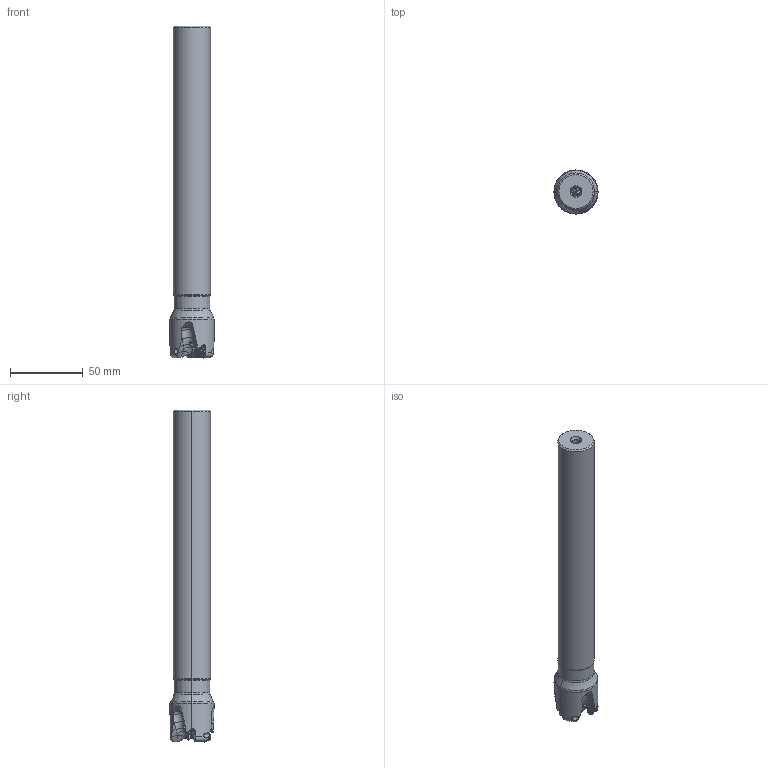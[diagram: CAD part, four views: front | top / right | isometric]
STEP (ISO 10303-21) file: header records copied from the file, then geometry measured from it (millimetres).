
FILE_DESCRIPTION(/* description */ (''),/* implementation_level */ '2;1');
FILE_NAME(/* name */ 'WWX200UR2003SA16L.stp',/* time_stamp */ '2022-11-25T16:42:53+09:00',/* author */ (''),/* organization */ (''),/* preprocessor_version */ 'ST-DEVELOPER v16',/* originating_system */ 'SIEMENS PLM Software NX 10.0',/* authorisation */ '');
FILE_SCHEMA (('AUTOMOTIVE_DESIGN { 1 0 10303 214 3 1 1 1 }'));
Length unit declared in the file: millimetre
Products named in the file (1): WWX200UR2003SA16L_ASM
Bounding box: 30.15 x 30.15 x 227.41 mm (x, y, z)
Volume: 109901.8 mm3; surface area: 24541.3 mm2
Topology: 4 solids, 4 shells, 392 faces, 1138 edges, 728 vertices
Faces by surface type: cylinder 136, plane 95, sphere 48, bspline 45, cone 29, torus 21, extrusion 18
Entity records: 23740 total; most frequent: CARTESIAN_POINT 14079, ORIENTED_EDGE 2208, DIRECTION 1748, EDGE_CURVE 1104, AXIS2_PLACEMENT_3D 739, VERTEX_POINT 722, B_SPLINE_CURVE_WITH_KNOTS 480, EDGE_LOOP 406
